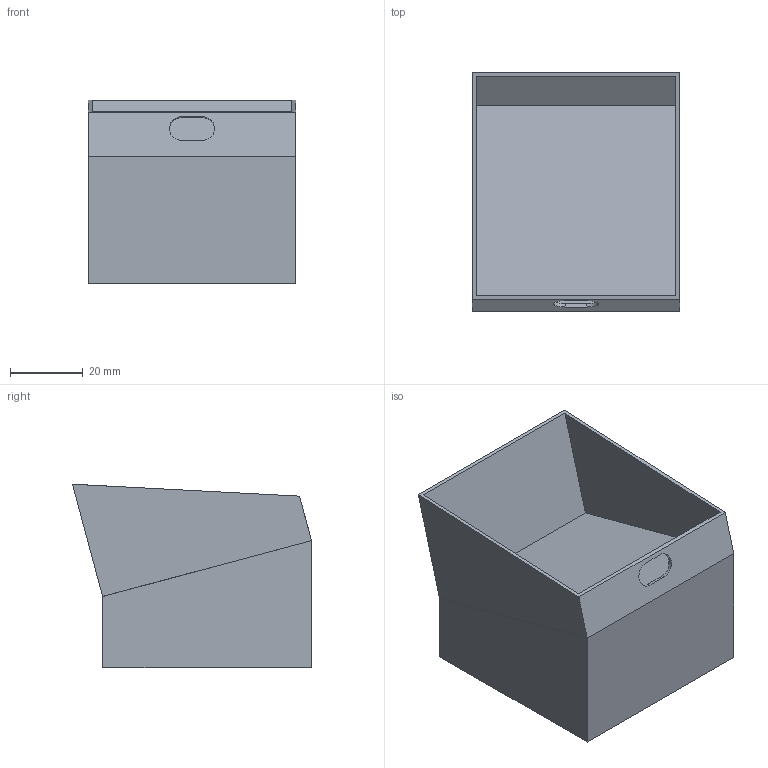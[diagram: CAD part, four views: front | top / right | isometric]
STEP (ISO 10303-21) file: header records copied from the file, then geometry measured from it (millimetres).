
FILE_DESCRIPTION(/* description */ (''),/* implementation_level */ '2;1');
FILE_NAME(/* name */ 'xbox-elite-s2-controller-holder v4.step',/* time_stamp */ '2024-02-10T12:25:19-07:00',/* author */ (''),/* organization */ (''),/* preprocessor_version */ 'ST-DEVELOPER v20',/* originating_system */ 'Autodesk Translation Framework v12.20.1.177',/* authorisation */ '');
FILE_SCHEMA (('AUTOMOTIVE_DESIGN { 1 0 10303 214 3 1 1 }'));
Length unit declared in the file: millimetre
Products named in the file (1): xbox-elite-s2-controller-holder
Bounding box: 57 x 65.76 x 50.51 mm (x, y, z)
Volume: 97556.3 mm3; surface area: 29590.7 mm2
Topology: 2 solids, 2 shells, 21 faces, 48 edges, 32 vertices
Faces by surface type: plane 19, cylinder 2
Entity records: 622 total; most frequent: CARTESIAN_POINT 102, ORIENTED_EDGE 96, DIRECTION 96, EDGE_CURVE 48, LINE 44, VECTOR 44, VERTEX_POINT 32, AXIS2_PLACEMENT_3D 26
